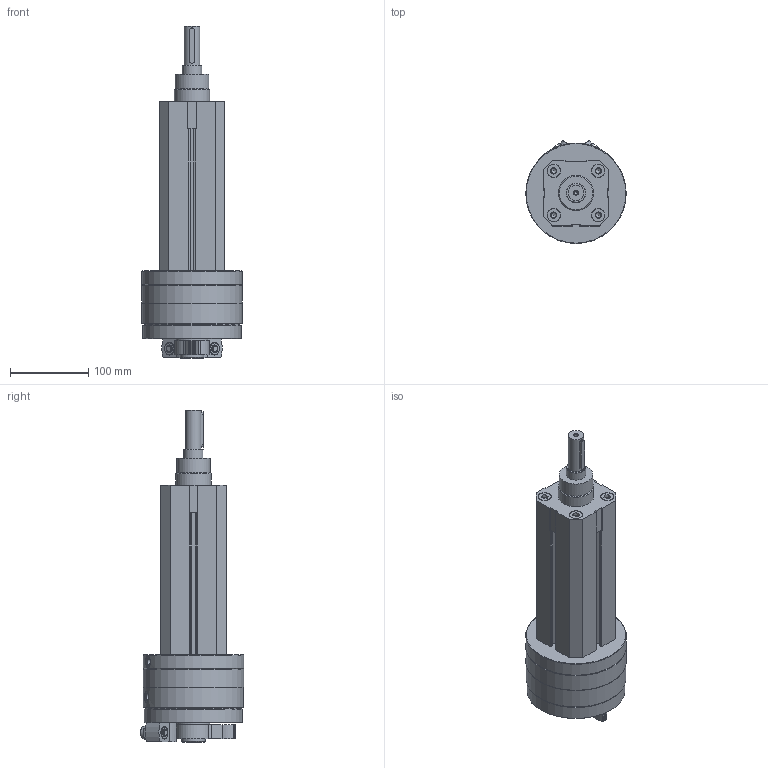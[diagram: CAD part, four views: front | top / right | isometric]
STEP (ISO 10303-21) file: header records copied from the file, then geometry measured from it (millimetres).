
FILE_DESCRIPTION(/* description */ ('STEP AP214'),/* implementation_level */ '2;1');
FILE_NAME(/* name */ '556744_DSL-40-80-270-P-A-S2-KF-B',/* time_stamp */ '2024-08-21T17:46:29+02:00',/* author */ ('License CC BY-ND 4.0'),/* organization */ ('CADENAS'),/* preprocessor_version */ 'ST-DEVELOPER v19.3',/* originating_system */ 'PARTsolutions',/* authorisation */ ' ');
FILE_SCHEMA (('AUTOMOTIVE_DESIGN {1 0 10303 214 3 1 1}'));
Length unit declared in the file: millimetre
Products named in the file (12): 556744 DSL-40-80-270-P-A-S2-KF-B---(0_0); 556744 DSL-40-80-270-P-A-S2-KF-B-80_bz; 704067 DSM-40-BR---(HZ); 710518 DSM-40-P-B; 371076 SLT-20; 342623 DSM-40_NS; DIN-912 - M8x30(F); 348988 SPZ-25-P-A M16X1-5-19; 704066 DSM-40-BL---(HZ); 556744 DSL-80-0_k_kf; 306999 DSL; Shim ring DIN 988 30x42x2.5
Assembly tree (16 placements, depth 2):
  556744 DSL-40-80-270-P-A-S2-KF-B---(0_0)
    556744 DSL-40-80-270-P-A-S2-KF-B-80_bz
    704067 DSM-40-BR---(HZ)
    710518 DSM-40-P-B  x2
    371076 SLT-20  x2
    342623 DSM-40_NS  x2
    DIN-912 - M8x30(F)  x2
    348988 SPZ-25-P-A M16X1-5-19  x2
    704066 DSM-40-BL---(HZ)
    556744 DSL-80-0_k_kf
    306999 DSL
    Shim ring DIN 988 30x42x2.5
Bounding box: 128 x 131.55 x 423.2 mm (x, y, z)
Volume: 2417493 mm3; surface area: 279513.9 mm2
Topology: 16 solids, 16 shells, 509 faces, 1215 edges, 767 vertices
Faces by surface type: plane 265, cylinder 160, cone 80, torus 4
Full cylindrical faces by diameter (mm): 1.567 x2, 2.5 x2, 4.917 x1, 6.647 x6, 8 x6, 8.566 x4, 9 x2, 9.6 x2, 13 x2, 14.917 x4, 15 x6, 16 x4, 17 x4, 20 x1, 25 x2, 30 x3, 42 x1, 43 x1, 45 x1, 53 x1, 61 x1, 78.5 x1, 90 x1, 122 x1, 125 x1, 127.65 x1, 128 x2
Entity records: 12360 total; most frequent: CARTESIAN_POINT 2245, DIRECTION 2121, ORIENTED_EDGE 1816, EDGE_CURVE 908, AXIS2_PLACEMENT_3D 800, VERTEX_POINT 646, FACE_BOUND 602, EDGE_LOOP 593
